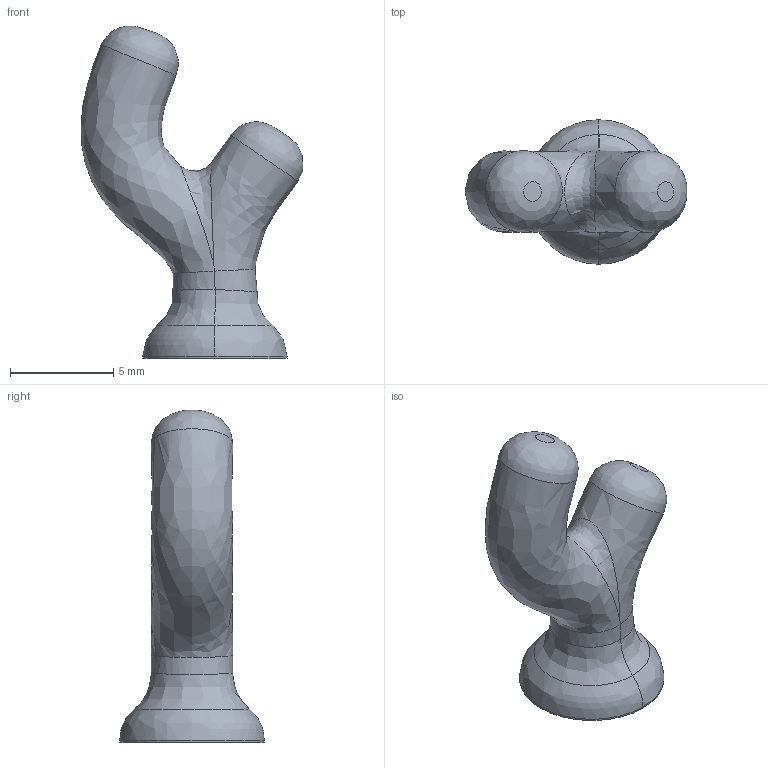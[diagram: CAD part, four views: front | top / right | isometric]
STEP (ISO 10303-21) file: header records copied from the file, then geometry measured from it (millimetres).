
FILE_DESCRIPTION(/* description */ (''),/* implementation_level */ '2;1');
FILE_NAME(/* name */ '',/* time_stamp */ '2023-01-14T22:02:44+08:00',/* author */ (''),/* organization */ (''),/* preprocessor_version */ 'ST-DEVELOPER v19.2',/* originating_system */ 'Autodesk Translation Framework v11.17.0.187',/* authorisation */ '');
FILE_SCHEMA (('AUTOMOTIVE_DESIGN { 1 0 10303 214 3 1 1 }'));
Length unit declared in the file: millimetre
Products named in the file (1): 角-单独备份
Bounding box: 10.76 x 7 x 16.09 mm (x, y, z)
Volume: 289.7 mm3; surface area: 354.5 mm2
Topology: 1 solids, 1 shells, 18 faces, 38 edges, 21 vertices
Faces by surface type: bspline 12, plane 4, cylinder 2
Full cylindrical faces by diameter (mm): 5.1 x1, 7 x1
Entity records: 1741 total; most frequent: CARTESIAN_POINT 1402, ORIENTED_EDGE 72, DIRECTION 38, EDGE_CURVE 36, B_SPLINE_CURVE_WITH_KNOTS 23, VERTEX_POINT 21, EDGE_LOOP 19, FACE_OUTER_BOUND 18
